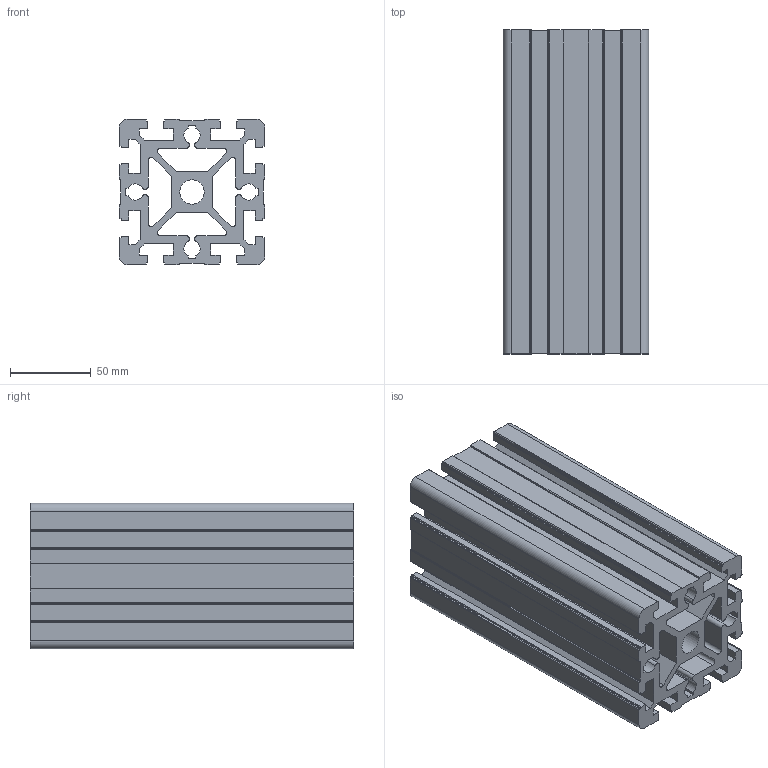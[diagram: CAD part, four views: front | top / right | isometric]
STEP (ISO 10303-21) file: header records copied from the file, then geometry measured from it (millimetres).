
FILE_DESCRIPTION(/* description */ ('Aluminiumprofil 90x90'),/* implementation_level */ '2;1');
FILE_NAME(/* name */ 'Syskomp 411990500 Aluminiumprofil 90x90.stp',/* time_stamp */ '2017-03-02T14:58:03+01:00',/* author */ ('wheldmann'),/* organization */ (''),/* preprocessor_version */ 'ST-DEVELOPER v16.1',/* originating_system */ 'Autodesk Inventor 2016',/* authorisation */ ' ');
FILE_SCHEMA (('AUTOMOTIVE_DESIGN { 1 0 10303 214 3 1 1 }'));
Length unit declared in the file: millimetre
Products named in the file (1): 411990500 Aluminiumprofil 90x90 - 200
Bounding box: 90 x 200 x 90 mm (x, y, z)
Volume: 778634.9 mm3; surface area: 266317.9 mm2
Topology: 1 solids, 1 shells, 227 faces, 675 edges, 450 vertices
Faces by surface type: plane 158, cylinder 69
Full cylindrical faces by diameter (mm): 15 x1
Entity records: 7626 total; most frequent: CARTESIAN_POINT 1352, ORIENTED_EDGE 1348, DIRECTION 1268, EDGE_CURVE 674, LINE 536, VECTOR 536, VERTEX_POINT 450, AXIS2_PLACEMENT_3D 366
